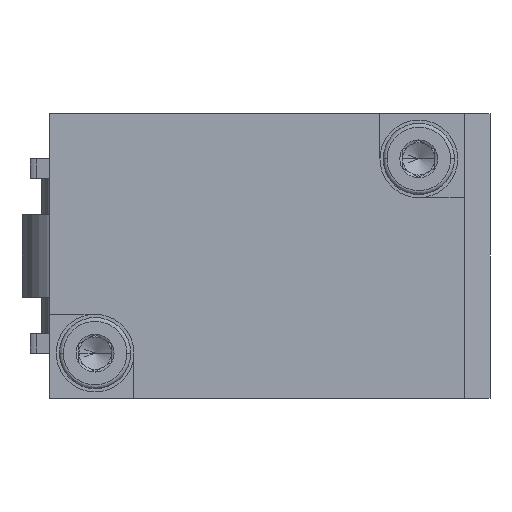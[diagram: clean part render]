
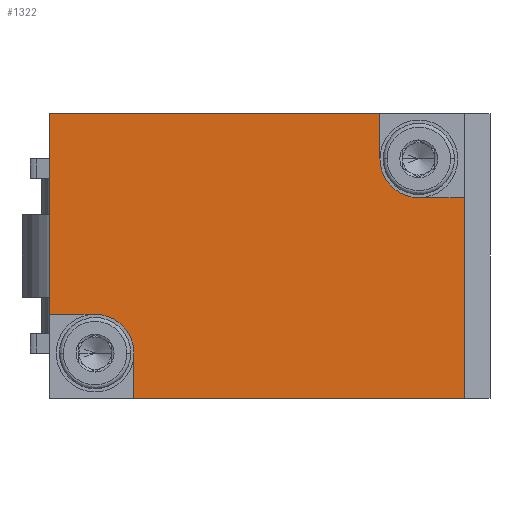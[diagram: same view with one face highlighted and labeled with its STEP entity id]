
A CAD part, front view. The second image highlights one B-rep face of the part: STEP entity #1322.
In plain terms, the highlighted planar face has unit normal (0, -1, 0).
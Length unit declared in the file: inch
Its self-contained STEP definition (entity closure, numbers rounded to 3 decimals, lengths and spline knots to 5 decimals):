
#61 = CARTESIAN_POINT ( 'NONE',  ( 0.49213, 0., 0.17717 ) ) ;
#203 = VERTEX_POINT ( 'NONE', #8523 ) ;
#415 = CARTESIAN_POINT ( 'NONE',  ( -0.37402, 0., -0.43307 ) ) ;
#426 = VECTOR ( 'NONE', #5158, 39.37008 ) ;
#492 = VECTOR ( 'NONE', #1854, 39.37008 ) ;
#530 = ORIENTED_EDGE ( 'NONE', *, *, #3704, .F. ) ;
#532 = LINE ( 'NONE', #5352, #5893 ) ;
#608 = VECTOR ( 'NONE', #8024, 39.37008 ) ;
#848 = ORIENTED_EDGE ( 'NONE', *, *, #4801, .F. ) ;
#931 = CARTESIAN_POINT ( 'NONE',  ( 0.62992, 0., 0.17717 ) ) ;
#1090 = DIRECTION ( 'NONE',  ( -1., 0., 0. ) ) ;
#1132 = LINE ( 'NONE', #6636, #2436 ) ;
#1322 = ADVANCED_FACE ( 'NONE', ( #6178 ), #4846, .F. ) ;
#1643 = CARTESIAN_POINT ( 'NONE',  ( -0.62992, 0., -0.17717 ) ) ;
#1739 = CARTESIAN_POINT ( 'NONE',  ( -0.62992, 0., -0.43307 ) ) ;
#1805 = LINE ( 'NONE', #8107, #608 ) ;
#1854 = DIRECTION ( 'NONE',  ( 0., 0., 1. ) ) ;
#1909 = CARTESIAN_POINT ( 'NONE',  ( 0.37402, 0., 0.29528 ) ) ;
#2004 = VERTEX_POINT ( 'NONE', #1909 ) ;
#2022 = LINE ( 'NONE', #7572, #6820 ) ;
#2170 = ORIENTED_EDGE ( 'NONE', *, *, #6075, .T. ) ;
#2360 = VERTEX_POINT ( 'NONE', #931 ) ;
#2436 = VECTOR ( 'NONE', #5270, 39.37008 ) ;
#2444 = EDGE_CURVE ( 'NONE', #7097, #7906, #3087, .T. ) ;
#2469 = DIRECTION ( 'NONE',  ( 0., -1., 0. ) ) ;
#2627 = VERTEX_POINT ( 'NONE', #61 ) ;
#2703 = DIRECTION ( 'NONE',  ( 0., -1., 0. ) ) ;
#2787 = AXIS2_PLACEMENT_3D ( 'NONE', #6903, #2703, #8154 ) ;
#2833 = LINE ( 'NONE', #4807, #5425 ) ;
#2965 = CARTESIAN_POINT ( 'NONE',  ( -0.37402, 0., -0.29528 ) ) ;
#3013 = CARTESIAN_POINT ( 'NONE',  ( 0.37402, 0., 0.43307 ) ) ;
#3036 = EDGE_CURVE ( 'NONE', #6177, #8576, #3350, .T. ) ;
#3087 = LINE ( 'NONE', #1739, #426 ) ;
#3136 = EDGE_CURVE ( 'NONE', #8576, #7906, #2022, .T. ) ;
#3204 = ORIENTED_EDGE ( 'NONE', *, *, #2444, .T. ) ;
#3244 = LINE ( 'NONE', #6012, #7842 ) ;
#3350 = CIRCLE ( 'NONE', #2787, 0.11811 ) ;
#3608 = CIRCLE ( 'NONE', #8793, 0.11811 ) ;
#3704 = EDGE_CURVE ( 'NONE', #203, #6177, #3735, .T. ) ;
#3735 = LINE ( 'NONE', #415, #492 ) ;
#3793 = EDGE_CURVE ( 'NONE', #2627, #2360, #3244, .T. ) ;
#4114 = DIRECTION ( 'NONE',  ( 0., 1., 0. ) ) ;
#4158 = CARTESIAN_POINT ( 'NONE',  ( 0.62992, 0., -0.43307 ) ) ;
#4221 = EDGE_CURVE ( 'NONE', #2004, #2627, #3608, .T. ) ;
#4286 = ORIENTED_EDGE ( 'NONE', *, *, #4221, .F. ) ;
#4761 = DIRECTION ( 'NONE',  ( -1., 0., 0. ) ) ;
#4776 = ORIENTED_EDGE ( 'NONE', *, *, #8318, .T. ) ;
#4801 = EDGE_CURVE ( 'NONE', #6156, #2004, #1805, .T. ) ;
#4807 = CARTESIAN_POINT ( 'NONE',  ( 0.62992, 0., 0.43307 ) ) ;
#4846 = PLANE ( 'NONE',  #8056 ) ;
#5158 = DIRECTION ( 'NONE',  ( 0., 0., -1. ) ) ;
#5270 = DIRECTION ( 'NONE',  ( 1., 0., 0. ) ) ;
#5317 = CARTESIAN_POINT ( 'NONE',  ( 0.62992, 0., -0.43307 ) ) ;
#5352 = CARTESIAN_POINT ( 'NONE',  ( -0.62992, 0., 0.43307 ) ) ;
#5424 = ORIENTED_EDGE ( 'NONE', *, *, #7785, .T. ) ;
#5425 = VECTOR ( 'NONE', #6267, 39.37008 ) ;
#5487 = DIRECTION ( 'NONE',  ( 0., 0., -1. ) ) ;
#5858 = VERTEX_POINT ( 'NONE', #5317 ) ;
#5893 = VECTOR ( 'NONE', #1090, 39.37008 ) ;
#5950 = ORIENTED_EDGE ( 'NONE', *, *, #3793, .F. ) ;
#6012 = CARTESIAN_POINT ( 'NONE',  ( 0.62992, 0., 0.17717 ) ) ;
#6075 = EDGE_CURVE ( 'NONE', #5858, #2360, #2833, .T. ) ;
#6156 = VERTEX_POINT ( 'NONE', #3013 ) ;
#6177 = VERTEX_POINT ( 'NONE', #2965 ) ;
#6178 = FACE_OUTER_BOUND ( 'NONE', #6922, .T. ) ;
#6267 = DIRECTION ( 'NONE',  ( 0., 0., 1. ) ) ;
#6507 = DIRECTION ( 'NONE',  ( 1., 0., 0. ) ) ;
#6636 = CARTESIAN_POINT ( 'NONE',  ( 0.62992, 0., -0.43307 ) ) ;
#6711 = ORIENTED_EDGE ( 'NONE', *, *, #3136, .F. ) ;
#6747 = CARTESIAN_POINT ( 'NONE',  ( -0.62992, 0., 0.43307 ) ) ;
#6820 = VECTOR ( 'NONE', #4761, 39.37008 ) ;
#6834 = ORIENTED_EDGE ( 'NONE', *, *, #3036, .F. ) ;
#6903 = CARTESIAN_POINT ( 'NONE',  ( -0.49213, 0., -0.29528 ) ) ;
#6922 = EDGE_LOOP ( 'NONE', ( #4286, #848, #5424, #3204, #6711, #6834, #530, #4776, #2170, #5950 ) ) ;
#7097 = VERTEX_POINT ( 'NONE', #6747 ) ;
#7572 = CARTESIAN_POINT ( 'NONE',  ( -0.62992, 0., -0.17717 ) ) ;
#7785 = EDGE_CURVE ( 'NONE', #6156, #7097, #532, .T. ) ;
#7842 = VECTOR ( 'NONE', #6507, 39.37008 ) ;
#7906 = VERTEX_POINT ( 'NONE', #1643 ) ;
#7973 = DIRECTION ( 'NONE',  ( 0., 0., 1. ) ) ;
#8024 = DIRECTION ( 'NONE',  ( 0., 0., -1. ) ) ;
#8056 = AXIS2_PLACEMENT_3D ( 'NONE', #4158, #4114, #5487 ) ;
#8107 = CARTESIAN_POINT ( 'NONE',  ( 0.37402, 0., -0.43307 ) ) ;
#8154 = DIRECTION ( 'NONE',  ( 0., 0., 1. ) ) ;
#8318 = EDGE_CURVE ( 'NONE', #203, #5858, #1132, .T. ) ;
#8523 = CARTESIAN_POINT ( 'NONE',  ( -0.37402, 0., -0.43307 ) ) ;
#8576 = VERTEX_POINT ( 'NONE', #8905 ) ;
#8640 = CARTESIAN_POINT ( 'NONE',  ( 0.49213, 0., 0.29528 ) ) ;
#8793 = AXIS2_PLACEMENT_3D ( 'NONE', #8640, #2469, #7973 ) ;
#8905 = CARTESIAN_POINT ( 'NONE',  ( -0.49213, 0., -0.17717 ) ) ;
